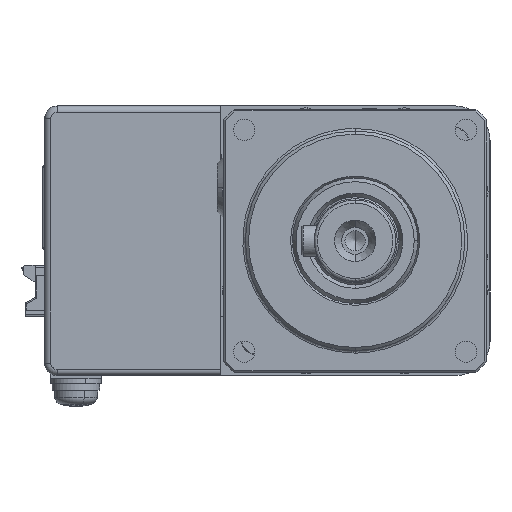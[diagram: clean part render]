
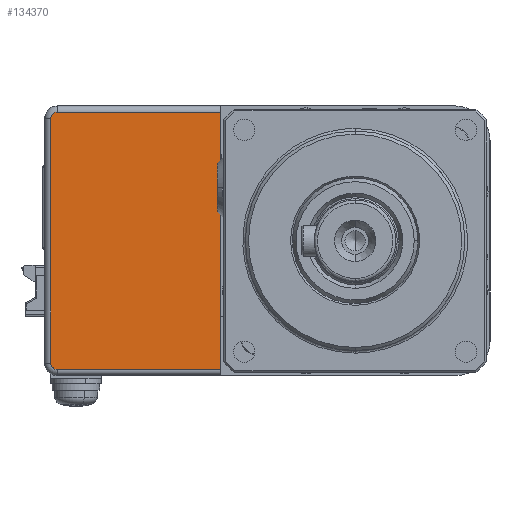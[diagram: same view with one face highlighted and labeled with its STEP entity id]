
A CAD part, left-side view. The second image highlights one B-rep face of the part: STEP entity #134370.
In plain terms, the highlighted planar face has unit normal (-1, 0, 0).
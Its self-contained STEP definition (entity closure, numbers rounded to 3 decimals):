
#7221 = PLANE ( 'NONE',  #62142 ) ;
#14186 = ORIENTED_EDGE ( 'NONE', *, *, #48464, .F. ) ;
#14572 = ORIENTED_EDGE ( 'NONE', *, *, #109429, .T. ) ;
#16718 = CARTESIAN_POINT ( 'NONE',  ( -46., 0., -1. ) ) ;
#17412 = CARTESIAN_POINT ( 'NONE',  ( -46., 69., -41. ) ) ;
#17545 = CARTESIAN_POINT ( 'NONE',  ( -46., 0., 0. ) ) ;
#18135 = AXIS2_PLACEMENT_3D ( 'NONE', #110128, #55298, #44089 ) ;
#20033 = CIRCLE ( 'NONE', #130270, 1. ) ;
#24919 = CARTESIAN_POINT ( 'NONE',  ( -46., 43., -42. ) ) ;
#26256 = CARTESIAN_POINT ( 'NONE',  ( -46., 70., 0. ) ) ;
#27188 = ORIENTED_EDGE ( 'NONE', *, *, #29165, .T. ) ;
#29032 = CARTESIAN_POINT ( 'NONE',  ( -46., 43., -1. ) ) ;
#29165 = EDGE_CURVE ( 'NONE', #98977, #86305, #119332, .T. ) ;
#31462 = DIRECTION ( 'NONE',  ( 0., 0., -1. ) ) ;
#32599 = DIRECTION ( 'NONE',  ( 0., -1., 0. ) ) ;
#36497 = FACE_OUTER_BOUND ( 'NONE', #108319, .T. ) ;
#38991 = LINE ( 'NONE', #42941, #60750 ) ;
#39854 = DIRECTION ( 'NONE',  ( 0., 0., -1. ) ) ;
#42941 = CARTESIAN_POINT ( 'NONE',  ( -46., 43., -42. ) ) ;
#43647 = VECTOR ( 'NONE', #137201, 1000. ) ;
#44089 = DIRECTION ( 'NONE',  ( 0., 0., -1. ) ) ;
#44098 = CARTESIAN_POINT ( 'NONE',  ( -46., 69., -1. ) ) ;
#45483 = VECTOR ( 'NONE', #112756, 1000. ) ;
#46082 = CARTESIAN_POINT ( 'NONE',  ( -46., 70., -2. ) ) ;
#48464 = EDGE_CURVE ( 'NONE', #98977, #116668, #110733, .T. ) ;
#50571 = CIRCLE ( 'NONE', #18135, 1. ) ;
#51432 = DIRECTION ( 'NONE',  ( 0., 0., -1. ) ) ;
#55298 = DIRECTION ( 'NONE',  ( -1., 0., 0. ) ) ;
#56556 = VERTEX_POINT ( 'NONE', #46082 ) ;
#58640 = LINE ( 'NONE', #26256, #82163 ) ;
#60750 = VECTOR ( 'NONE', #32599, 1000. ) ;
#60890 = CARTESIAN_POINT ( 'NONE',  ( -46., 70., -41. ) ) ;
#61885 = CARTESIAN_POINT ( 'NONE',  ( -46., 43., 0. ) ) ;
#62142 = AXIS2_PLACEMENT_3D ( 'NONE', #17545, #125527, #31462 ) ;
#66000 = VERTEX_POINT ( 'NONE', #127117 ) ;
#75501 = EDGE_CURVE ( 'NONE', #103599, #66000, #20033, .T. ) ;
#82163 = VECTOR ( 'NONE', #51432, 1000. ) ;
#86305 = VERTEX_POINT ( 'NONE', #44098 ) ;
#98977 = VERTEX_POINT ( 'NONE', #29032 ) ;
#100308 = EDGE_CURVE ( 'NONE', #86305, #56556, #50571, .T. ) ;
#103599 = VERTEX_POINT ( 'NONE', #60890 ) ;
#104022 = DIRECTION ( 'NONE',  ( -1., 0., 0. ) ) ;
#105082 = ORIENTED_EDGE ( 'NONE', *, *, #100308, .T. ) ;
#108319 = EDGE_LOOP ( 'NONE', ( #111501, #14572, #14186, #27188, #105082, #124743 ) ) ;
#109429 = EDGE_CURVE ( 'NONE', #66000, #116668, #38991, .T. ) ;
#110128 = CARTESIAN_POINT ( 'NONE',  ( -46., 69., -2. ) ) ;
#110733 = LINE ( 'NONE', #61885, #43647 ) ;
#111501 = ORIENTED_EDGE ( 'NONE', *, *, #75501, .T. ) ;
#112756 = DIRECTION ( 'NONE',  ( 0., 1., 0. ) ) ;
#116668 = VERTEX_POINT ( 'NONE', #24919 ) ;
#119332 = LINE ( 'NONE', #16718, #45483 ) ;
#120147 = EDGE_CURVE ( 'NONE', #56556, #103599, #58640, .T. ) ;
#124743 = ORIENTED_EDGE ( 'NONE', *, *, #120147, .T. ) ;
#125527 = DIRECTION ( 'NONE',  ( 1., 0., 0. ) ) ;
#127117 = CARTESIAN_POINT ( 'NONE',  ( -46., 69., -42. ) ) ;
#130270 = AXIS2_PLACEMENT_3D ( 'NONE', #17412, #104022, #39854 ) ;
#134370 = ADVANCED_FACE ( 'NONE', ( #36497 ), #7221, .F. ) ;
#137201 = DIRECTION ( 'NONE',  ( 0., 0., -1. ) ) ;
